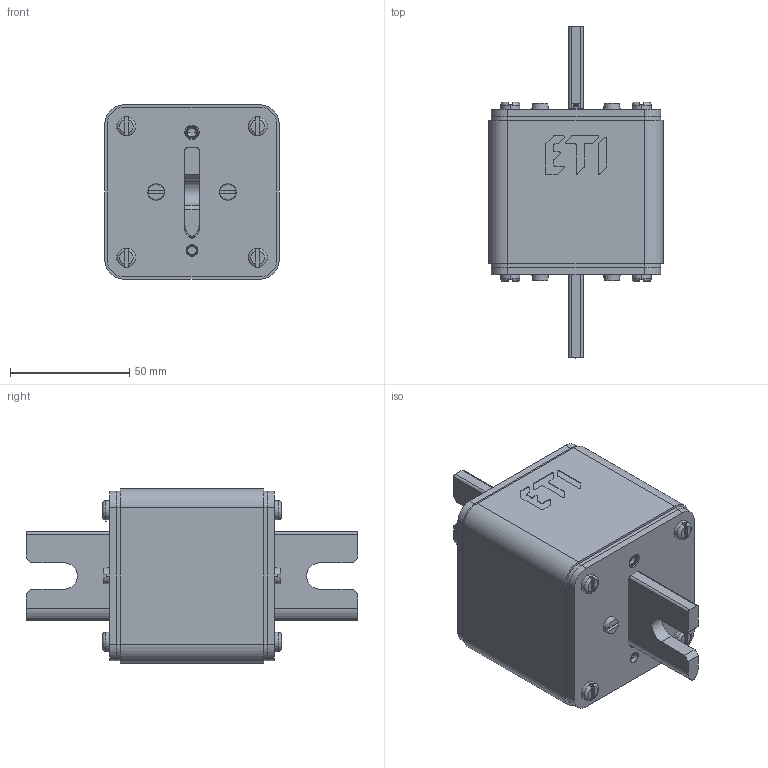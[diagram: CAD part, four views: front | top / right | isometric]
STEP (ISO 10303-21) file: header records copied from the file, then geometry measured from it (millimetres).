
FILE_DESCRIPTION((''),'2;1');
FILE_NAME('NH3U_1000V_ASM','2021-09-27T',('marketing.praksa'),('Audax d.o.o.'),'CREO PARAMETRIC BY PTC INC, 2017480','CREO PARAMETRIC BY PTC INC, 2017480','');
FILE_SCHEMA(('AUTOMOTIVE_DESIGN { 1 0 10303 214 1 1 1 1 }'));
Length unit declared in the file: millimetre
Products named in the file (13): 0000029784_2_1_2; 0000045934_1_1_2; 0000046026_1_1_2; 0000011586_AF1_1_1_2_3_4; 0000011580_1_1_2_3_4_5_6_7_8_9; 0000011599_1_1_2_3_4_5_6_7_8_9; 0000015360_1_1_2_3_4_5_6_7; 0000037876_1_1_2_3_4_5_6_7; 0000019000_AF2_1; 0000020161_AF0_2_1; 0000020421_ASM_1_1_ASM; NH3U_1000V_ASM_2_ASM; NH3U_1000V_ASM
Assembly tree (27 placements, depth 4):
  NH3U_1000V_ASM
    NH3U_1000V_ASM_2_ASM
      0000029784_2_1_2
      0000045934_1_1_2  x2
      0000046026_1_1_2  x2
      0000011586_AF1_1_1_2_3_4
      0000011580_1_1_2_3_4_5_6_7_8_9  x2
      0000011599_1_1_2_3_4_5_6_7_8_9  x2
      0000015360_1_1_2_3_4_5_6_7  x8
      0000037876_1_1_2_3_4_5_6_7  x4
      0000020421_ASM_1_1_ASM  x2
        0000019000_AF2_1
        0000020161_AF0_2_1
Bounding box: 73 x 139 x 73 mm (x, y, z)
Volume: 389324.4 mm3; surface area: 90648.5 mm2
Topology: 26 solids, 42 shells, 725 faces, 1780 edges, 1132 vertices
Faces by surface type: cylinder 301, plane 277, torus 72, cone 72, bspline 3
Entity records: 17741 total; most frequent: CARTESIAN_POINT 2521, DIRECTION 2144, ORIENTED_EDGE 1780, EDGE_CURVE 912, AXIS2_PLACEMENT_3D 839, PRESENTATION_STYLE_ASSIGNMENT 648, STYLED_ITEM 597, VERTEX_POINT 592
